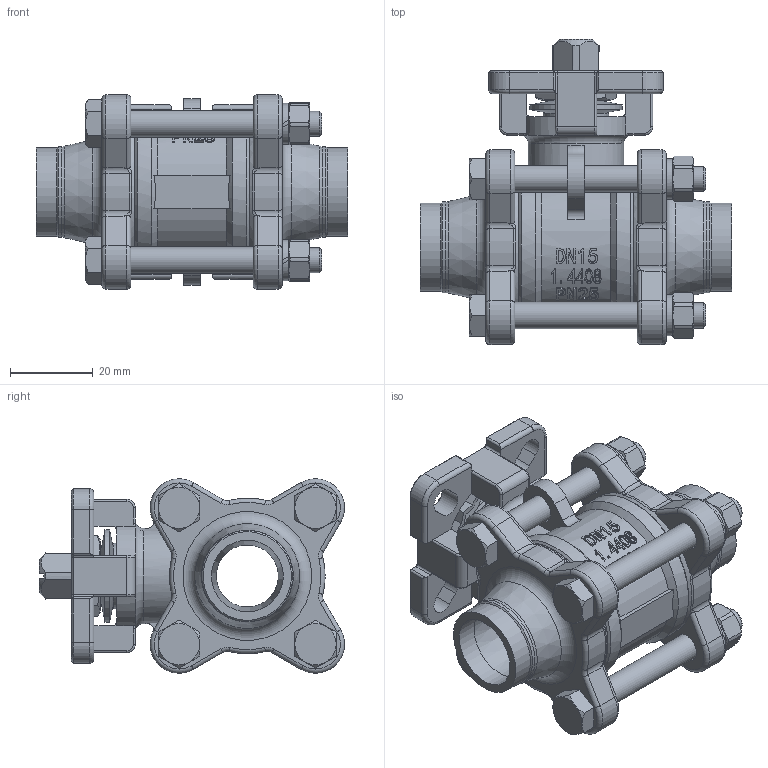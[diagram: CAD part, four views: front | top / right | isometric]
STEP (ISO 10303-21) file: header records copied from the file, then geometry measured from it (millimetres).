
FILE_DESCRIPTION (( 'STEP AP203' ), '1' );
FILE_NAME ('×°ÅäÌå0.5-900131450045006.STEP', '2026-02-03T01:08:37', ( '' ), ( '' ), 'SwSTEP 2.0', 'SolidWorks 2019', '' );
FILE_SCHEMA (( 'CONFIG_CONTROL_DESIGN' ));
Length unit declared in the file: millimetre
Products named in the file (1): 蚾饜极0.5-900131450045006
Bounding box: 75.1 x 73.54 x 46.88 mm (x, y, z)
Volume: 79998.7 mm3; surface area: 39973.8 mm2
Topology: 21 solids, 21 shells, 1014 faces, 2506 edges, 1572 vertices
Faces by surface type: plane 432, cylinder 254, cone 125, bspline 125, torus 75, sphere 3
Full cylindrical faces by diameter (mm): 4.917 x4, 6 x4, 6.4 x4, 6.68 x4, 7 x10, 9.6 x1, 9.88 x4, 9.921 x1, 11.112 x1, 11.23 x2, 12 x2, 12.3 x1, 15 x1, 15.9 x1, 16 x2, 17.3 x2, 21.3 x2, 22 x2, 22.23 x2, 23 x1, 26 x1, 37.5 x2
Entity records: 53976 total; most frequent: CARTESIAN_POINT 31512, ORIENTED_EDGE 4748, DIRECTION 4256, EDGE_CURVE 2374, AXIS2_PLACEMENT_3D 1650, VERTEX_POINT 1551, EDGE_LOOP 1223, FACE_OUTER_BOUND 1079
